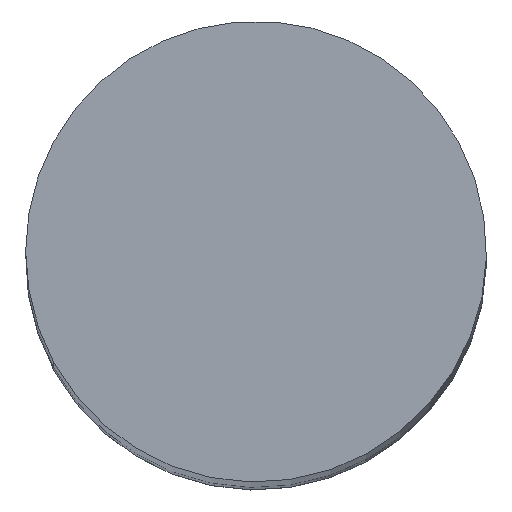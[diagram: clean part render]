
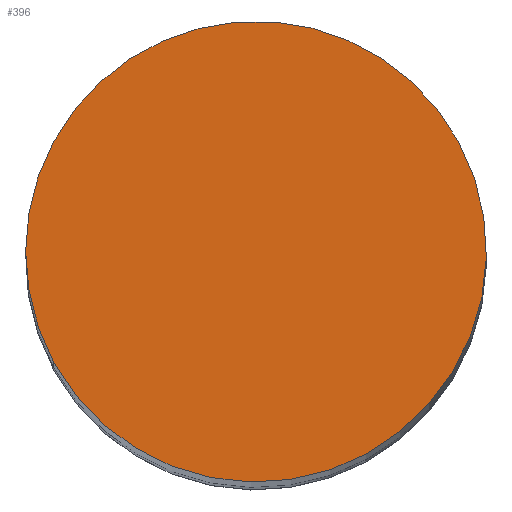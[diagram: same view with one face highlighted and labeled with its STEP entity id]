
A CAD part, top view. The second image highlights one B-rep face of the part: STEP entity #396.
In plain terms, the highlighted planar face has unit normal (0, 0, 1).
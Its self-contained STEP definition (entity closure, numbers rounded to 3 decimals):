
#200=CARTESIAN_POINT('',(0.,0.,100.));
#201=DIRECTION('',(0.,0.,1.));
#202=DIRECTION('',(0.878,0.479,0.));
#203=AXIS2_PLACEMENT_3D('',#200,#201,#202);
#208=CARTESIAN_POINT('',(0.,0.,100.));
#209=DIRECTION('',(0.,0.,1.));
#210=DIRECTION('',(-0.878,-0.479,0.));
#211=AXIS2_PLACEMENT_3D('',#208,#209,#210);
#216=CARTESIAN_POINT('',(0.,0.,100.));
#217=DIRECTION('',(0.,0.,1.));
#218=DIRECTION('',(-1.,0.,0.));
#219=AXIS2_PLACEMENT_3D('',#216,#217,#218);
#247=CARTESIAN_POINT('',(4.388,2.397,100.));
#248=CARTESIAN_POINT('',(-5.,0.,100.));
#249=VERTEX_POINT('',#247);
#250=VERTEX_POINT('',#248);
#251=CARTESIAN_POINT('',(-4.388,-2.397,100.));
#252=VERTEX_POINT('',#251);
#385=CARTESIAN_POINT('',(0.,0.,100.));
#386=DIRECTION('',(0.,0.,1.));
#387=DIRECTION('',(1.,0.,0.));
#388=AXIS2_PLACEMENT_3D('',#385,#386,#387);
#389=PLANE('',#388);
#390=ORIENTED_EDGE('',*,*,#373,.F.);
#392=ORIENTED_EDGE('',*,*,#391,.F.);
#393=ORIENTED_EDGE('',*,*,#366,.F.);
#394=EDGE_LOOP('',(#390,#392,#393));
#395=FACE_OUTER_BOUND('',#394,.F.);
#396=ADVANCED_FACE('',(#395),#389,.T.);
#204=CIRCLE('',#203,5.);
#212=CIRCLE('',#211,5.);
#220=CIRCLE('',#219,5.);
#366=EDGE_CURVE('',#250,#252,#220,.T.);
#373=EDGE_CURVE('',#249,#250,#204,.T.);
#391=EDGE_CURVE('',#252,#249,#212,.T.);
